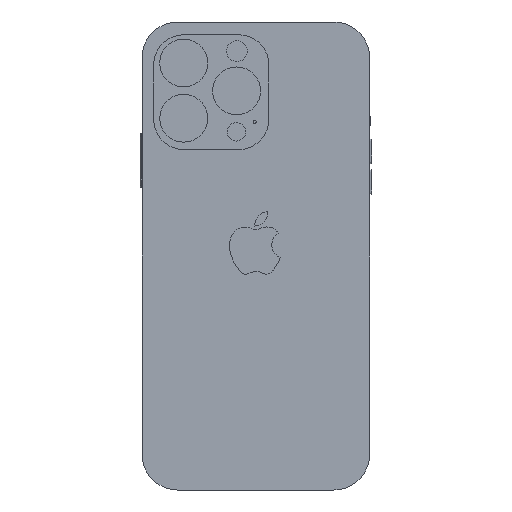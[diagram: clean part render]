
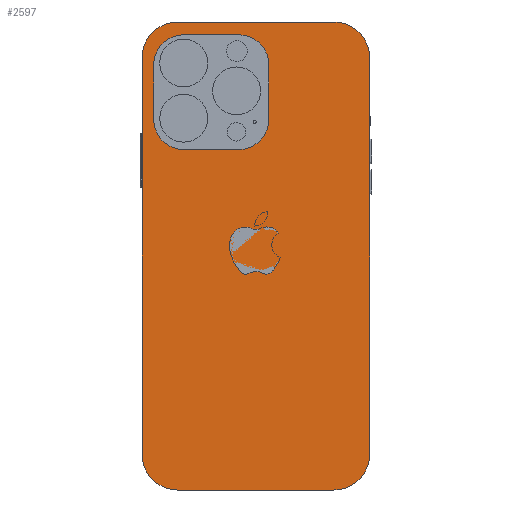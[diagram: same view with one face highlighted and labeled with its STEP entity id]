
A CAD part, left-side view. The second image highlights one B-rep face of the part: STEP entity #2597.
In plain terms, the highlighted planar face has unit normal (-1, 0, 0).
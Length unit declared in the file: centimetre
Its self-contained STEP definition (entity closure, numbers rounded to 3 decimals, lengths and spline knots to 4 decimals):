
#44=FACE_BOUND('',#757,.T.);
#204=PLANE('',#2978);
#361=CIRCLE('',#2962,0.925);
#363=CIRCLE('',#2966,0.925);
#365=CIRCLE('',#2970,0.925);
#367=CIRCLE('',#2974,0.925);
#369=CIRCLE('',#2979,1.1);
#370=CIRCLE('',#2980,1.1);
#371=CIRCLE('',#2981,1.1);
#372=CIRCLE('',#2982,1.1);
#587=FACE_OUTER_BOUND('',#756,.T.);
#756=EDGE_LOOP('',(#2294,#2295,#2296,#2297,#2298,#2299,#2300,#2301));
#757=EDGE_LOOP('',(#2302,#2303,#2304,#2305,#2306,#2307,#2308,#2309));
#938=LINE('',#5162,#1123);
#942=LINE('',#5174,#1127);
#946=LINE('',#5186,#1131);
#950=LINE('',#5197,#1135);
#952=LINE('',#5205,#1137);
#953=LINE('',#5209,#1138);
#954=LINE('',#5213,#1139);
#955=LINE('',#5216,#1140);
#1123=VECTOR('',#3682,1.);
#1127=VECTOR('',#3694,1.);
#1131=VECTOR('',#3706,1.);
#1135=VECTOR('',#3718,1.);
#1137=VECTOR('',#3726,1.);
#1138=VECTOR('',#3729,1.);
#1139=VECTOR('',#3732,1.);
#1140=VECTOR('',#3735,1.);
#1349=VERTEX_POINT('',#5152);
#1350=VERTEX_POINT('',#5153);
#1353=VERTEX_POINT('',#5161);
#1355=VERTEX_POINT('',#5167);
#1357=VERTEX_POINT('',#5173);
#1359=VERTEX_POINT('',#5179);
#1361=VERTEX_POINT('',#5185);
#1363=VERTEX_POINT('',#5191);
#1365=VERTEX_POINT('',#5201);
#1366=VERTEX_POINT('',#5202);
#1367=VERTEX_POINT('',#5204);
#1368=VERTEX_POINT('',#5206);
#1369=VERTEX_POINT('',#5208);
#1370=VERTEX_POINT('',#5210);
#1371=VERTEX_POINT('',#5212);
#1372=VERTEX_POINT('',#5214);
#1674=EDGE_CURVE('',#1349,#1350,#361,.T.);
#1678=EDGE_CURVE('',#1350,#1353,#938,.T.);
#1681=EDGE_CURVE('',#1353,#1355,#363,.T.);
#1684=EDGE_CURVE('',#1355,#1357,#942,.T.);
#1687=EDGE_CURVE('',#1357,#1359,#365,.T.);
#1690=EDGE_CURVE('',#1359,#1361,#946,.T.);
#1693=EDGE_CURVE('',#1361,#1363,#367,.T.);
#1696=EDGE_CURVE('',#1363,#1349,#950,.T.);
#1698=EDGE_CURVE('',#1365,#1366,#369,.T.);
#1699=EDGE_CURVE('',#1365,#1367,#952,.T.);
#1700=EDGE_CURVE('',#1368,#1367,#370,.T.);
#1701=EDGE_CURVE('',#1368,#1369,#953,.T.);
#1702=EDGE_CURVE('',#1370,#1369,#371,.T.);
#1703=EDGE_CURVE('',#1370,#1371,#954,.T.);
#1704=EDGE_CURVE('',#1372,#1371,#372,.T.);
#1705=EDGE_CURVE('',#1372,#1366,#955,.T.);
#2294=ORIENTED_EDGE('',*,*,#1698,.F.);
#2295=ORIENTED_EDGE('',*,*,#1699,.T.);
#2296=ORIENTED_EDGE('',*,*,#1700,.F.);
#2297=ORIENTED_EDGE('',*,*,#1701,.T.);
#2298=ORIENTED_EDGE('',*,*,#1702,.F.);
#2299=ORIENTED_EDGE('',*,*,#1703,.T.);
#2300=ORIENTED_EDGE('',*,*,#1704,.F.);
#2301=ORIENTED_EDGE('',*,*,#1705,.T.);
#2302=ORIENTED_EDGE('',*,*,#1674,.T.);
#2303=ORIENTED_EDGE('',*,*,#1678,.T.);
#2304=ORIENTED_EDGE('',*,*,#1681,.T.);
#2305=ORIENTED_EDGE('',*,*,#1684,.T.);
#2306=ORIENTED_EDGE('',*,*,#1687,.T.);
#2307=ORIENTED_EDGE('',*,*,#1690,.T.);
#2308=ORIENTED_EDGE('',*,*,#1693,.T.);
#2309=ORIENTED_EDGE('',*,*,#1696,.T.);
#2597=ADVANCED_FACE('',(#587,#44),#204,.F.);
#2962=AXIS2_PLACEMENT_3D('',#5154,#3674,#3675);
#2966=AXIS2_PLACEMENT_3D('',#5168,#3687,#3688);
#2970=AXIS2_PLACEMENT_3D('',#5180,#3699,#3700);
#2974=AXIS2_PLACEMENT_3D('',#5192,#3711,#3712);
#2978=AXIS2_PLACEMENT_3D('',#5200,#3722,#3723);
#2979=AXIS2_PLACEMENT_3D('',#5203,#3724,#3725);
#2980=AXIS2_PLACEMENT_3D('',#5207,#3727,#3728);
#2981=AXIS2_PLACEMENT_3D('',#5211,#3730,#3731);
#2982=AXIS2_PLACEMENT_3D('',#5215,#3733,#3734);
#3674=DIRECTION('center_axis',(1.,0.,0.));
#3675=DIRECTION('ref_axis',(0.,1.,0.));
#3682=DIRECTION('',(0.,0.,1.));
#3687=DIRECTION('center_axis',(1.,0.,0.));
#3688=DIRECTION('ref_axis',(0.,0.,
1.));
#3694=DIRECTION('',(0.,-1.,0.));
#3699=DIRECTION('center_axis',(1.,0.,0.));
#3700=DIRECTION('ref_axis',(0.,-1.,0.));
#3706=DIRECTION('',(0.,0.,-1.));
#3711=DIRECTION('center_axis',(1.,0.,0.));
#3712=DIRECTION('ref_axis',(0.,0.,
-1.));
#3718=DIRECTION('',(0.,1.,0.));
#3722=DIRECTION('center_axis',(1.,0.,0.));
#3723=DIRECTION('ref_axis',(0.,1.,0.));
#3724=DIRECTION('center_axis',(1.,0.,0.));
#3725=DIRECTION('ref_axis',(0.,0.,1.));
#3726=DIRECTION('',(0.,1.,0.));
#3727=DIRECTION('center_axis',(1.,0.,0.));
#3728=DIRECTION('ref_axis',(0.,1.,0.));
#3729=DIRECTION('',(0.,0.,-1.));
#3730=DIRECTION('center_axis',(1.,0.,0.));
#3731=DIRECTION('ref_axis',(0.,0.,-1.));
#3732=DIRECTION('',(0.,-1.,0.));
#3733=DIRECTION('center_axis',(1.,0.,0.));
#3734=DIRECTION('ref_axis',(0.,-1.,0.));
#3735=DIRECTION('',(0.,0.,1.));
#5152=CARTESIAN_POINT('',(0.,2.2285,3.2779));
#5153=CARTESIAN_POINT('',(0.,3.1535,4.2029));
#5154=CARTESIAN_POINT('Origin',(0.,2.2285,4.2029));
#5161=CARTESIAN_POINT('',(0.,3.1535,5.8866));
#5162=CARTESIAN_POINT('',(0.,3.1535,2.943));
#5167=CARTESIAN_POINT('',(0.,2.2285,6.8116));
#5168=CARTESIAN_POINT('Origin',(0.,2.2285,5.8866));
#5173=CARTESIAN_POINT('',(0.,0.5306,6.8116));
#5174=CARTESIAN_POINT('',(0.,0.2688,6.8116));
#5179=CARTESIAN_POINT('',(0.,-0.3944,5.8866));
#5180=CARTESIAN_POINT('Origin',(0.,0.5306,
5.8866));
#5185=CARTESIAN_POINT('',(0.,-0.3944,4.2029));
#5186=CARTESIAN_POINT('',(0.,-0.3944,2.1012));
#5191=CARTESIAN_POINT('',(0.,0.5306,3.2779));
#5192=CARTESIAN_POINT('Origin',(0.,0.5306,4.2029));
#5197=CARTESIAN_POINT('',(0.,1.1177,3.2779));
#5200=CARTESIAN_POINT('Origin',(0.,0.0069,-0.0006));
#5201=CARTESIAN_POINT('',(0.,-2.3965,7.2037));
#5202=CARTESIAN_POINT('',(0.,-3.4965,6.1037));
#5203=CARTESIAN_POINT('Origin',(0.,-2.3965,6.1037));
#5204=CARTESIAN_POINT('',(0.,2.4103,7.2037));
#5205=CARTESIAN_POINT('',(0.,-2.3965,7.2037));
#5206=CARTESIAN_POINT('',(0.,3.5103,6.1037));
#5207=CARTESIAN_POINT('Origin',(0.,2.4103,6.1037));
#5208=CARTESIAN_POINT('',(0.,3.5103,-6.1049));
#5209=CARTESIAN_POINT('',(0.,3.5103,6.1037));
#5210=CARTESIAN_POINT('',(0.,2.4103,-7.2049));
#5211=CARTESIAN_POINT('Origin',(0.,2.4103,-6.1049));
#5212=CARTESIAN_POINT('',(0.,-2.3965,-7.2049));
#5213=CARTESIAN_POINT('',(0.,2.4103,-7.2049));
#5214=CARTESIAN_POINT('',(0.,-3.4965,-6.1049));
#5215=CARTESIAN_POINT('Origin',(0.,-2.3965,-6.1049));
#5216=CARTESIAN_POINT('',(0.,-3.4965,-6.1049));
